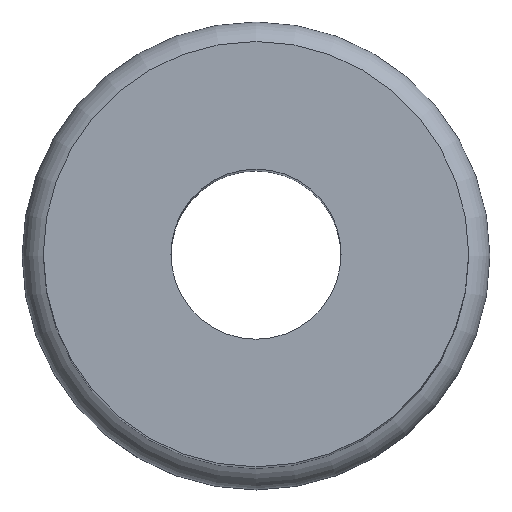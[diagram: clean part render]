
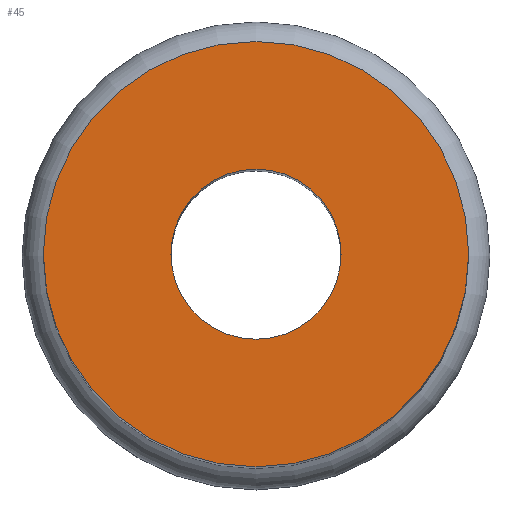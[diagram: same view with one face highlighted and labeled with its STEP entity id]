
A CAD part, top view. The second image highlights one B-rep face of the part: STEP entity #45.
In plain terms, the highlighted planar face has unit normal (0, 0, 1).
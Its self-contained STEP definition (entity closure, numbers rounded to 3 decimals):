
#42=EDGE_CURVE('240[2]',#96,#96,#97,.T.);
#45=ADVANCED_FACE('240[2]',(#100,#101),#102,.T.);
#60=EDGE_CURVE('240[2]',#125,#125,#126,.T.);
#96=VERTEX_POINT('',#162);
#97=CIRCLE('',#163,2.0);
#100=FACE_OUTER_BOUND('',#167,.T.);
#101=FACE_BOUND('',#168,.T.);
#102=PLANE('',#169);
#125=VERTEX_POINT('',#198);
#126=CIRCLE('',#199,5.);
#162=CARTESIAN_POINT('',(0.,2.,24.5));
#163=AXIS2_PLACEMENT_3D('',#232,#233,#234);
#167=EDGE_LOOP('',(#236));
#168=EDGE_LOOP('',(#237));
#169=AXIS2_PLACEMENT_3D('',#238,#239,#240);
#198=CARTESIAN_POINT('',(0.,5.,24.5));
#199=AXIS2_PLACEMENT_3D('',#265,#266,#267);
#232=CARTESIAN_POINT('',(0.,0.,24.5));
#233=DIRECTION('',(0.,0.,-1.0));
#234=DIRECTION('',(0.,1.0,0.));
#236=ORIENTED_EDGE('',*,*,#60,.F.);
#237=ORIENTED_EDGE('',*,*,#42,.T.);
#238=CARTESIAN_POINT('',(0.,3.5,24.5));
#239=DIRECTION('',(0.,0.,1.0));
#240=DIRECTION('',(0.,-1.0,0.));
#265=CARTESIAN_POINT('',(0.,0.,24.5));
#266=DIRECTION('',(0.,0.,-1.0));
#267=DIRECTION('',(0.,1.0,0.));
